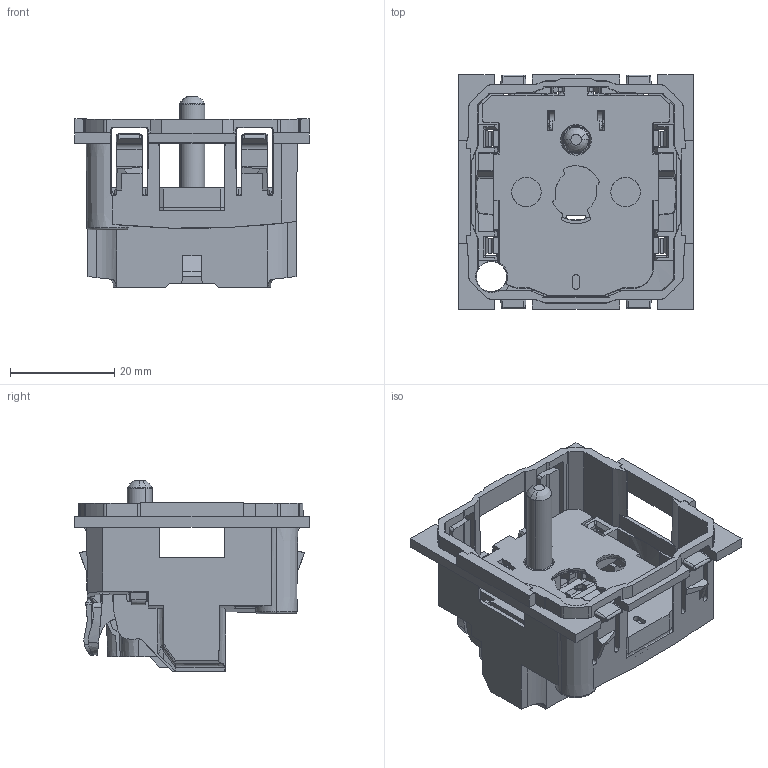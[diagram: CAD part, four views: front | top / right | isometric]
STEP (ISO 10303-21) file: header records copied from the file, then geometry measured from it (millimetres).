
FILE_DESCRIPTION(('CATIA V5 STEP Exchange','CAx-IF Rec.Pracs.--- Model Styling and Organization---1.5--- 2016-08-15','CAx-IF Rec.Pracs.---Supplemental Geometry---1.0---2011-11-01','CAx-IF Rec.Pracs.--- Composite Materials ---1.1---2010-07-15'),'2;1');
FILE_NAME('CM0111_AllCATPart.stp','2023-07-20T14:05:56+00:00',('none'),('none'),'CATIA Version 5-6 Release 2020 SP3','CATIA V5 STEP AP214 v2','none');
FILE_SCHEMA(('AUTOMOTIVE_DESIGN { 1 0 10303 214 1 1 1 1 }'));
Products named in the file (1): CM0111_AllCATPart
Bounding box: 45 x 45 x 36.55 mm (x, y, z)
Volume: 8943.3 mm3; surface area: 17096.3 mm2
Topology: 3 solids, 4 shells, 1473 faces, 4320 edges, 2814 vertices
Faces by surface type: plane 901, cylinder 217, cone 187, bspline 108, revolution 26, torus 20, extrusion 14
Entity records: 52030 total; most frequent: CARTESIAN_POINT 17012, ORIENTED_EDGE 8629, DIRECTION 5114, EDGE_CURVE 4317, VECTOR 2819, VERTEX_POINT 2814, LINE 2805, EDGE_LOOP 1502
